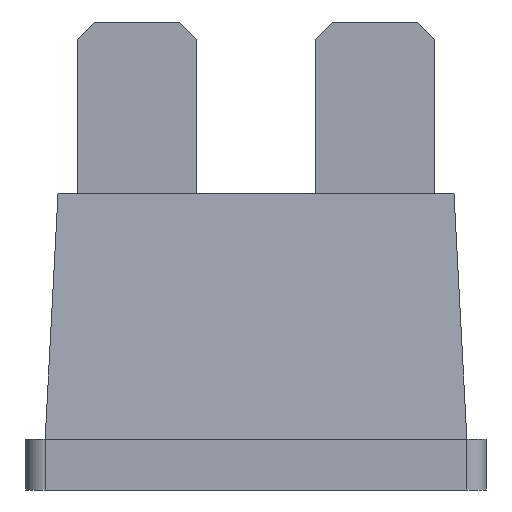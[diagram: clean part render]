
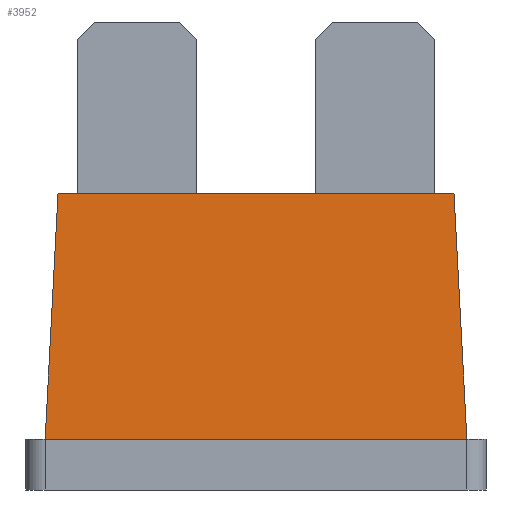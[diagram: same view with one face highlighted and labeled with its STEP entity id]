
A CAD part, front view. The second image highlights one B-rep face of the part: STEP entity #3952.
In plain terms, the highlighted planar face has unit normal (0, -0.999, 0.052).
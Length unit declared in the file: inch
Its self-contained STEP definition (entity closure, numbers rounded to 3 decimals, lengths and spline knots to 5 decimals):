
#24 = CARTESIAN_POINT ( 'NONE',  ( -0.34375, -0.06875, 0.083 ) ) ;
#228 = DIRECTION ( 'NONE',  ( 1., 0., 0. ) ) ;
#342 = ORIENTED_EDGE ( 'NONE', *, *, #1322, .T. ) ;
#381 = CARTESIAN_POINT ( 'NONE',  ( -0.34375, -0.06875, 0.083 ) ) ;
#411 = EDGE_CURVE ( 'NONE', #3102, #3205, #1467, .T. ) ;
#630 = CARTESIAN_POINT ( 'NONE',  ( -0.32279, -0.04779, 0.483 ) ) ;
#655 = VECTOR ( 'NONE', #3179, 39.37008 ) ;
#664 = LINE ( 'NONE', #1226, #2887 ) ;
#888 = VECTOR ( 'NONE', #3580, 39.37008 ) ;
#926 = ORIENTED_EDGE ( 'NONE', *, *, #1888, .T. ) ;
#1012 = CARTESIAN_POINT ( 'NONE',  ( 0.34375, -0.06875, 0.083 ) ) ;
#1098 = AXIS2_PLACEMENT_3D ( 'NONE', #3174, #3189, #1290 ) ;
#1123 = ORIENTED_EDGE ( 'NONE', *, *, #411, .F. ) ;
#1226 = CARTESIAN_POINT ( 'NONE',  ( -0.34375, -0.06875, 0.083 ) ) ;
#1290 = DIRECTION ( 'NONE',  ( 0., -0.052, -0.999 ) ) ;
#1322 = EDGE_CURVE ( 'NONE', #1514, #3205, #664, .T. ) ;
#1326 = LINE ( 'NONE', #1823, #1482 ) ;
#1467 = LINE ( 'NONE', #2276, #888 ) ;
#1482 = VECTOR ( 'NONE', #228, 39.37008 ) ;
#1514 = VERTEX_POINT ( 'NONE', #381 ) ;
#1522 = FACE_OUTER_BOUND ( 'NONE', #2311, .T. ) ;
#1823 = CARTESIAN_POINT ( 'NONE',  ( -0.34375, -0.04779, 0.483 ) ) ;
#1888 = EDGE_CURVE ( 'NONE', #4018, #1514, #3576, .T. ) ;
#2238 = ORIENTED_EDGE ( 'NONE', *, *, #3562, .F. ) ;
#2276 = CARTESIAN_POINT ( 'NONE',  ( 0.34375, -0.06875, 0.083 ) ) ;
#2311 = EDGE_LOOP ( 'NONE', ( #342, #1123, #2238, #926 ) ) ;
#2810 = CARTESIAN_POINT ( 'NONE',  ( 0.32279, -0.04779, 0.483 ) ) ;
#2887 = VECTOR ( 'NONE', #3170, 39.37008 ) ;
#3102 = VERTEX_POINT ( 'NONE', #2810 ) ;
#3170 = DIRECTION ( 'NONE',  ( 1., 0., 0. ) ) ;
#3174 = CARTESIAN_POINT ( 'NONE',  ( -0.34375, -0.06875, 0.083 ) ) ;
#3179 = DIRECTION ( 'NONE',  ( -0.052, -0.052, -0.997 ) ) ;
#3189 = DIRECTION ( 'NONE',  ( 0., -0.999, 0.052 ) ) ;
#3205 = VERTEX_POINT ( 'NONE', #1012 ) ;
#3562 = EDGE_CURVE ( 'NONE', #4018, #3102, #1326, .T. ) ;
#3576 = LINE ( 'NONE', #24, #655 ) ;
#3580 = DIRECTION ( 'NONE',  ( 0.052, -0.052, -0.997 ) ) ;
#3797 = PLANE ( 'NONE',  #1098 ) ;
#3952 = ADVANCED_FACE ( 'NONE', ( #1522 ), #3797, .T. ) ;
#4018 = VERTEX_POINT ( 'NONE', #630 ) ;
